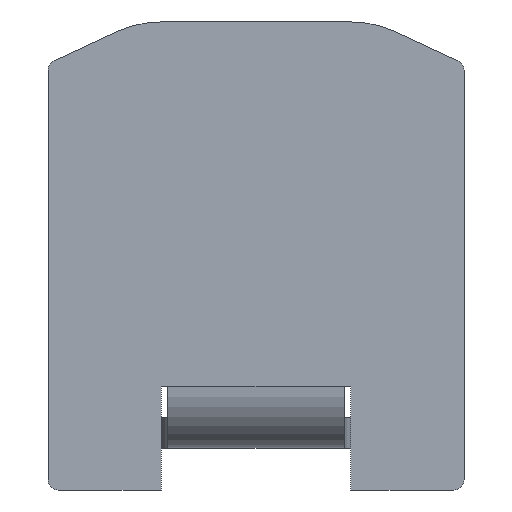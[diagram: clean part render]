
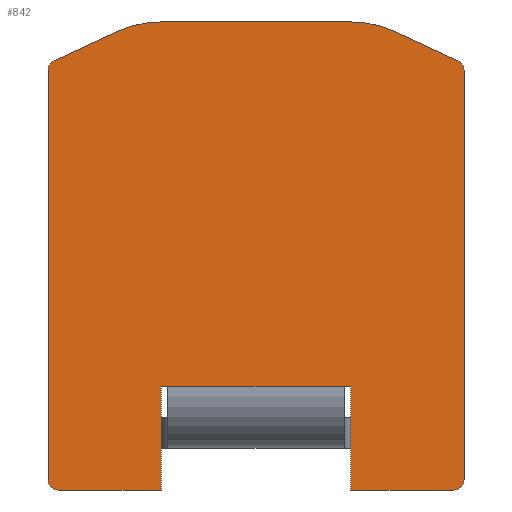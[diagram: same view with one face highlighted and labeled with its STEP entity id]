
A CAD part, front view. The second image highlights one B-rep face of the part: STEP entity #842.
In plain terms, the highlighted planar face has unit normal (0, -1, 0).
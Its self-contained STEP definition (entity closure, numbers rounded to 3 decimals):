
#28=PLANE('',#928);
#67=FACE_OUTER_BOUND('',#113,.T.);
#113=EDGE_LOOP('',(#664,#665,#666,#667,#668,#669,#670,#671,#672,#673,#674,
#675,#676,#677,#678,#679,#680,#681));
#184=LINE('',#1358,#274);
#187=LINE('',#1364,#277);
#188=LINE('',#1366,#278);
#189=LINE('',#1368,#279);
#190=LINE('',#1370,#280);
#191=LINE('',#1372,#281);
#192=LINE('',#1374,#282);
#193=LINE('',#1376,#283);
#194=LINE('',#1380,#284);
#195=LINE('',#1384,#285);
#196=LINE('',#1388,#286);
#197=LINE('',#1392,#287);
#274=VECTOR('',#1101,10.);
#277=VECTOR('',#1106,10.);
#278=VECTOR('',#1107,10.);
#279=VECTOR('',#1108,10.);
#280=VECTOR('',#1109,10.);
#281=VECTOR('',#1110,10.);
#282=VECTOR('',#1111,10.);
#283=VECTOR('',#1112,10.);
#284=VECTOR('',#1115,10.);
#285=VECTOR('',#1118,10.);
#286=VECTOR('',#1121,10.);
#287=VECTOR('',#1124,10.);
#335=CIRCLE('',#926,0.5);
#336=CIRCLE('',#929,0.5);
#337=CIRCLE('',#930,0.5);
#338=CIRCLE('',#931,5.);
#339=CIRCLE('',#932,5.);
#340=CIRCLE('',#933,0.5);
#396=VERTEX_POINT('',#1351);
#397=VERTEX_POINT('',#1353);
#398=VERTEX_POINT('',#1357);
#400=VERTEX_POINT('',#1363);
#401=VERTEX_POINT('',#1365);
#402=VERTEX_POINT('',#1367);
#403=VERTEX_POINT('',#1369);
#404=VERTEX_POINT('',#1371);
#405=VERTEX_POINT('',#1373);
#406=VERTEX_POINT('',#1375);
#407=VERTEX_POINT('',#1377);
#408=VERTEX_POINT('',#1379);
#409=VERTEX_POINT('',#1381);
#410=VERTEX_POINT('',#1383);
#411=VERTEX_POINT('',#1385);
#412=VERTEX_POINT('',#1387);
#413=VERTEX_POINT('',#1389);
#414=VERTEX_POINT('',#1391);
#496=EDGE_CURVE('',#396,#397,#335,.T.);
#498=EDGE_CURVE('',#398,#397,#184,.T.);
#501=EDGE_CURVE('',#396,#400,#187,.T.);
#502=EDGE_CURVE('',#400,#401,#188,.T.);
#503=EDGE_CURVE('',#401,#402,#189,.T.);
#504=EDGE_CURVE('',#402,#403,#190,.T.);
#505=EDGE_CURVE('',#403,#404,#191,.T.);
#506=EDGE_CURVE('',#404,#405,#192,.T.);
#507=EDGE_CURVE('',#405,#406,#193,.T.);
#508=EDGE_CURVE('',#407,#406,#336,.T.);
#509=EDGE_CURVE('',#407,#408,#194,.T.);
#510=EDGE_CURVE('',#409,#408,#337,.T.);
#511=EDGE_CURVE('',#409,#410,#195,.T.);
#512=EDGE_CURVE('',#411,#410,#338,.T.);
#513=EDGE_CURVE('',#411,#412,#196,.T.);
#514=EDGE_CURVE('',#413,#412,#339,.T.);
#515=EDGE_CURVE('',#413,#414,#197,.T.);
#516=EDGE_CURVE('',#398,#414,#340,.T.);
#664=ORIENTED_EDGE('',*,*,#496,.F.);
#665=ORIENTED_EDGE('',*,*,#501,.T.);
#666=ORIENTED_EDGE('',*,*,#502,.T.);
#667=ORIENTED_EDGE('',*,*,#503,.T.);
#668=ORIENTED_EDGE('',*,*,#504,.T.);
#669=ORIENTED_EDGE('',*,*,#505,.T.);
#670=ORIENTED_EDGE('',*,*,#506,.T.);
#671=ORIENTED_EDGE('',*,*,#507,.T.);
#672=ORIENTED_EDGE('',*,*,#508,.F.);
#673=ORIENTED_EDGE('',*,*,#509,.T.);
#674=ORIENTED_EDGE('',*,*,#510,.F.);
#675=ORIENTED_EDGE('',*,*,#511,.T.);
#676=ORIENTED_EDGE('',*,*,#512,.F.);
#677=ORIENTED_EDGE('',*,*,#513,.T.);
#678=ORIENTED_EDGE('',*,*,#514,.F.);
#679=ORIENTED_EDGE('',*,*,#515,.T.);
#680=ORIENTED_EDGE('',*,*,#516,.F.);
#681=ORIENTED_EDGE('',*,*,#498,.T.);
#842=ADVANCED_FACE('',(#67),#28,.F.);
#926=AXIS2_PLACEMENT_3D('',#1354,#1096,#1097);
#928=AXIS2_PLACEMENT_3D('',#1362,#1104,#1105);
#929=AXIS2_PLACEMENT_3D('',#1378,#1113,#1114);
#930=AXIS2_PLACEMENT_3D('',#1382,#1116,#1117);
#931=AXIS2_PLACEMENT_3D('',#1386,#1119,#1120);
#932=AXIS2_PLACEMENT_3D('',#1390,#1122,#1123);
#933=AXIS2_PLACEMENT_3D('',#1393,#1125,#1126);
#1096=DIRECTION('center_axis',(0.,1.,0.));
#1097=DIRECTION('ref_axis',(-0.707,0.,-0.707));
#1101=DIRECTION('',(0.,0.,-1.));
#1104=DIRECTION('center_axis',(0.,1.,0.));
#1105=DIRECTION('ref_axis',(0.,0.,1.));
#1106=DIRECTION('',(1.,0.,0.));
#1107=DIRECTION('',(0.,0.,1.));
#1108=DIRECTION('',(1.,0.,0.));
#1109=DIRECTION('',(1.,0.,0.));
#1110=DIRECTION('',(1.,0.,0.));
#1111=DIRECTION('',(0.,0.,-1.));
#1112=DIRECTION('',(1.,0.,0.));
#1113=DIRECTION('center_axis',(0.,1.,0.));
#1114=DIRECTION('ref_axis',(0.707,0.,-0.707));
#1115=DIRECTION('',(0.,0.,1.));
#1116=DIRECTION('center_axis',(0.,1.,0.));
#1117=DIRECTION('ref_axis',(0.843,0.,0.537));
#1118=DIRECTION('',(-0.906,0.,0.423));
#1119=DIRECTION('center_axis',(0.,1.,0.));
#1120=DIRECTION('ref_axis',(0.216,0.,0.976));
#1121=DIRECTION('',(-1.,0.,0.));
#1122=DIRECTION('center_axis',(0.,1.,0.));
#1123=DIRECTION('ref_axis',(-0.216,0.,0.976));
#1124=DIRECTION('',(-0.906,0.,-0.423));
#1125=DIRECTION('center_axis',(0.,1.,0.));
#1126=DIRECTION('ref_axis',(-0.843,0.,0.537));
#1351=CARTESIAN_POINT('',(-9.5,0.,0.));
#1353=CARTESIAN_POINT('',(-10.,0.,0.5));
#1354=CARTESIAN_POINT('Origin',(-9.5,0.,0.5));
#1357=CARTESIAN_POINT('',(-10.,0.,20.181));
#1358=CARTESIAN_POINT('',(-10.,0.,20.5));
#1362=CARTESIAN_POINT('Origin',(0.,0.,9.672));
#1363=CARTESIAN_POINT('',(-4.55,0.,0.));
#1364=CARTESIAN_POINT('',(-10.,0.,0.));
#1365=CARTESIAN_POINT('',(-4.55,0.,5.));
#1366=CARTESIAN_POINT('',(-4.55,0.,0.));
#1367=CARTESIAN_POINT('',(-4.25,0.,5.));
#1368=CARTESIAN_POINT('',(-4.55,0.,5.));
#1369=CARTESIAN_POINT('',(4.25,0.,5.));
#1370=CARTESIAN_POINT('',(-4.55,0.,5.));
#1371=CARTESIAN_POINT('',(4.55,0.,5.));
#1372=CARTESIAN_POINT('',(-4.55,0.,5.));
#1373=CARTESIAN_POINT('',(4.55,0.,0.));
#1374=CARTESIAN_POINT('',(4.55,0.,5.));
#1375=CARTESIAN_POINT('',(9.5,0.,0.));
#1376=CARTESIAN_POINT('',(4.55,0.,0.));
#1377=CARTESIAN_POINT('',(10.,0.,0.5));
#1378=CARTESIAN_POINT('Origin',(9.5,0.,0.5));
#1379=CARTESIAN_POINT('',(10.,0.,20.181));
#1380=CARTESIAN_POINT('',(10.,0.,0.));
#1381=CARTESIAN_POINT('',(9.711,0.,20.635));
#1382=CARTESIAN_POINT('Origin',(9.5,0.,20.181));
#1383=CARTESIAN_POINT('',(6.716,0.,22.032));
#1384=CARTESIAN_POINT('',(10.,0.,20.5));
#1385=CARTESIAN_POINT('',(4.603,0.,22.5));
#1386=CARTESIAN_POINT('Origin',(4.603,0.,17.5));
#1387=CARTESIAN_POINT('',(-4.603,0.,22.5));
#1388=CARTESIAN_POINT('',(5.711,0.,22.5));
#1389=CARTESIAN_POINT('',(-6.716,0.,22.032));
#1390=CARTESIAN_POINT('Origin',(-4.603,0.,17.5));
#1391=CARTESIAN_POINT('',(-9.711,0.,20.635));
#1392=CARTESIAN_POINT('',(-5.711,0.,22.5));
#1393=CARTESIAN_POINT('Origin',(-9.5,0.,20.181));
